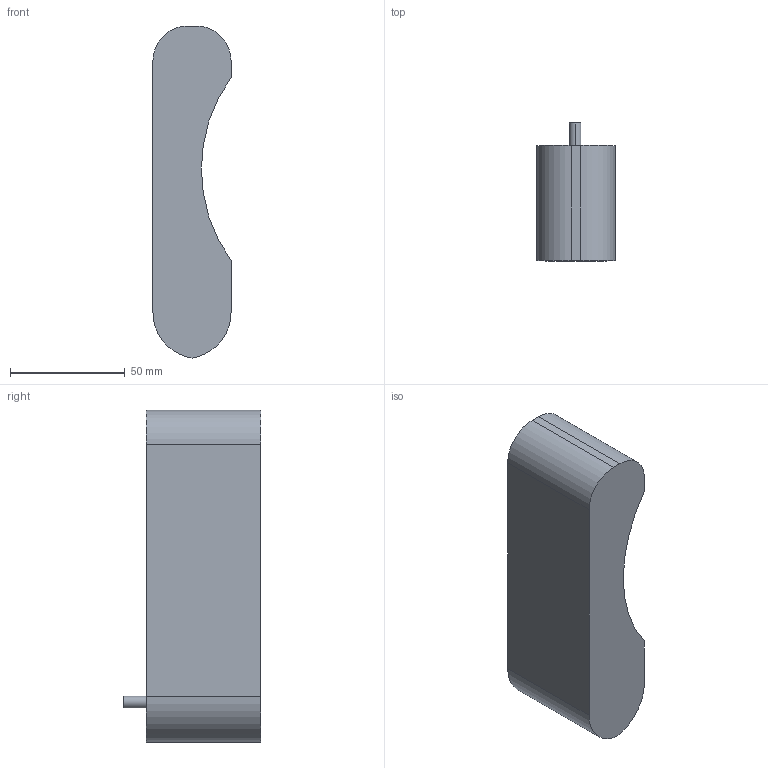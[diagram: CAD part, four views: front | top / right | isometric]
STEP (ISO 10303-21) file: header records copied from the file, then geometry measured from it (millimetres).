
FILE_DESCRIPTION (( 'STEP AP203' ), '1' );
FILE_NAME ('4_项 箪铍鬣龛㥮sldprt.STEP', '2023-12-30T11:56:22', ( '' ), ( '' ), 'SwSTEP 2.0', 'SolidWorks 2022', '' );
FILE_SCHEMA (( 'CONFIG_CONTROL_DESIGN' ));
Length unit declared in the file: millimetre
Products named in the file (1): 4_По умолчанию_sldprt
Bounding box: 33.97 x 60 x 144.36 mm (x, y, z)
Volume: 197480.6 mm3; surface area: 24674.7 mm2
Topology: 1 solids, 1 shells, 14 faces, 33 edges, 22 vertices
Faces by surface type: cylinder 7, plane 7
Entity records: 488 total; most frequent: DIRECTION 77, CARTESIAN_POINT 70, ORIENTED_EDGE 66, EDGE_CURVE 33, AXIS2_PLACEMENT_3D 29, VERTEX_POINT 22, LINE 19, VECTOR 19
